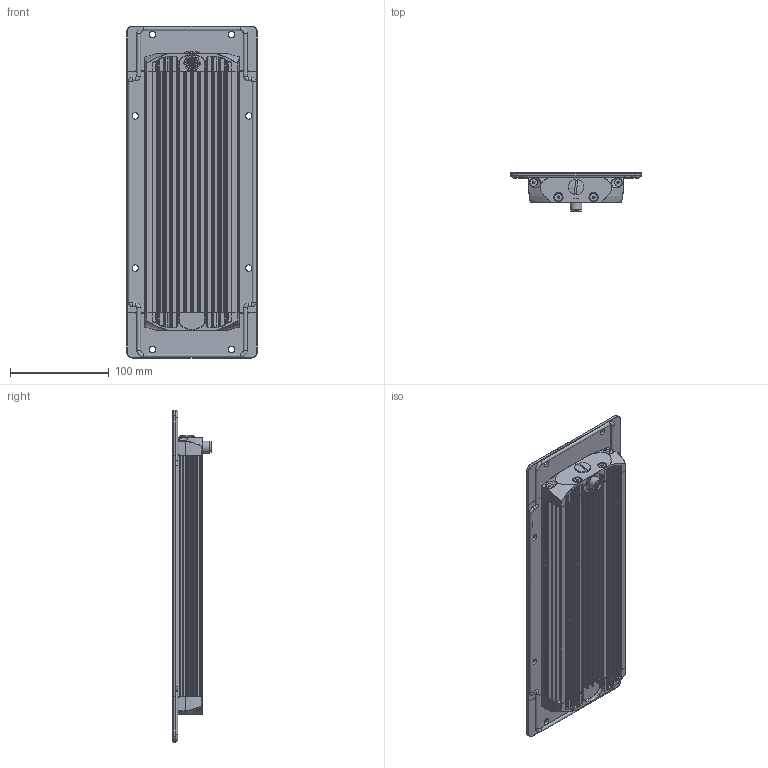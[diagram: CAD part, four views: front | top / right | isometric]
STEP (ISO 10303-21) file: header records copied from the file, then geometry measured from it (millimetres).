
FILE_DESCRIPTION(/* description */ (''),/* implementation_level */ '2;1');
FILE_NAME(/* name */ 'ipf_z3d_EM970120.stp',/* time_stamp */ '2026-03-04T14:42:17+01:00',/* author */ ('gelzhaeuser'),/* organization */ (''),/* preprocessor_version */ 'ST-DEVELOPER v20.1',/* originating_system */ 'Autodesk Inventor 2026',/* authorisation */ '');
FILE_SCHEMA (('AUTOMOTIVE_DESIGN { 1 0 10303 214 3 1 1 }'));
Products named in the file (1): ipf_z3d_EM970120
Bounding box: 132 x 38.9 x 336 mm (x, y, z)
Volume: 387799.1 mm3; surface area: 275763.4 mm2
Topology: 18 solids, 18 shells, 1764 faces, 4718 edges, 3007 vertices
Faces by surface type: plane 736, cylinder 650, bspline 251, torus 71, cone 46, sphere 10
Full cylindrical faces by diameter (mm): 0.7 x5, 1 x5, 1.5 x15, 2 x1, 4 x8, 4.1 x8, 4.5 x8, 6.5 x8, 7.53 x8, 8.4 x1, 10 x1, 10.8 x2, 11 x2, 12 x4, 16 x1
Entity records: 68905 total; most frequent: CARTESIAN_POINT 23401, ORIENTED_EDGE 9394, DIRECTION 8971, EDGE_CURVE 4697, AXIS2_PLACEMENT_3D 3197, VERTEX_POINT 3007, LINE 2577, VECTOR 2577
